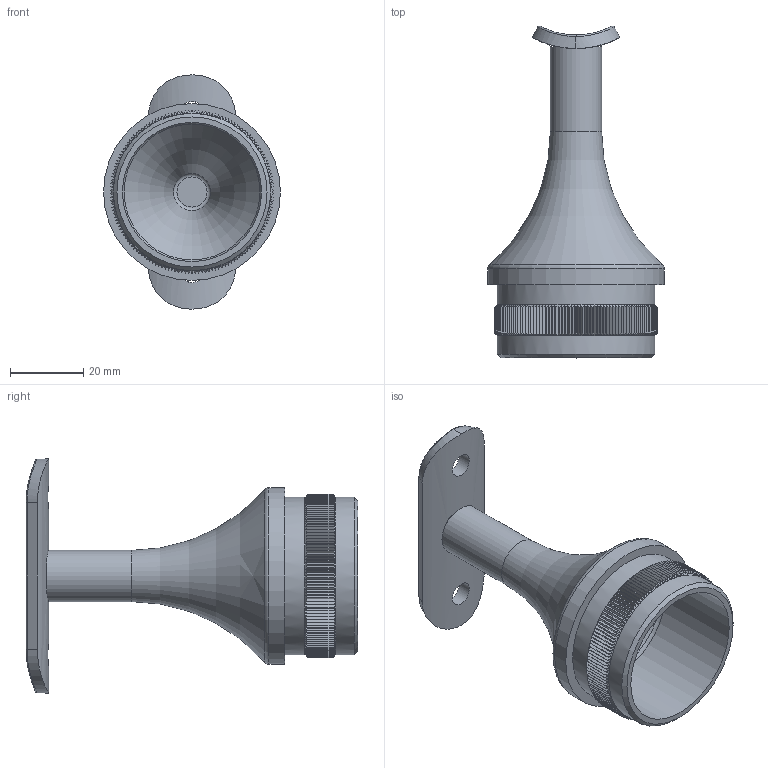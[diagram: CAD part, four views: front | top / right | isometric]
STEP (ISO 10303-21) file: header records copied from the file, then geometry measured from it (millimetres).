
FILE_DESCRIPTION (( 'STEP AP203' ), '1' );
FILE_NAME ('50254-240.step', '2022-06-27T08:51:38', ( '' ), ( '' ), 'SwSTEP 2.0', 'SolidWorks 2018', '' );
FILE_SCHEMA (( 'CONFIG_CONTROL_DESIGN' ));
Length unit declared in the file: millimetre
Products named in the file (4): 50254-240; 5025x-240 Teil2_5025x-240 Teil2; DIN 7991 Konfig_DIN 7991 M6x10; 5025x-240 Teil1_50254-240 Teil1
Assembly tree (3 placements, depth 2):
  50254-240
    5025x-240 Teil1_50254-240 Teil1
    DIN 7991 Konfig_DIN 7991 M6x10
    5025x-240 Teil2_5025x-240 Teil2
Bounding box: 48.3 x 90.65 x 64 mm (x, y, z)
Volume: 28691.3 mm3; surface area: 18619.8 mm2
Topology: 3 solids, 3 shells, 1075 faces, 2511 edges, 1467 vertices
Faces by surface type: plane 445, cone 307, cylinder 200, bspline 118, torus 5
Full cylindrical faces by diameter (mm): 5 x1, 6 x1, 6.5 x2, 8.1 x1, 12 x1, 12.5 x1, 14 x1, 38 x1, 43 x2, 48.3 x1
Entity records: 36035 total; most frequent: CARTESIAN_POINT 13152, ORIENTED_EDGE 4930, DIRECTION 4252, EDGE_CURVE 2465, AXIS2_PLACEMENT_3D 1710, VERTEX_POINT 1451, EDGE_LOOP 1130, FACE_OUTER_BOUND 1089
